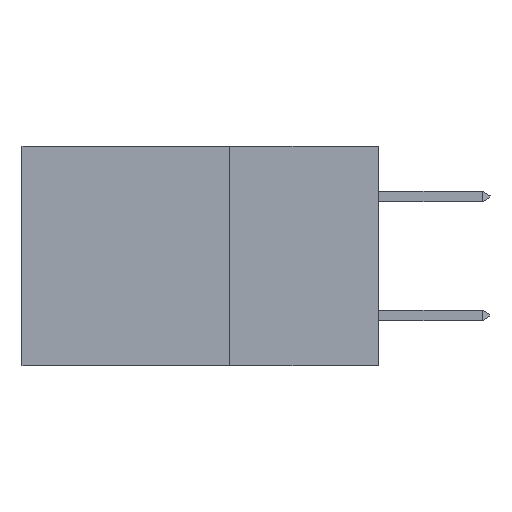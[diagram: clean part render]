
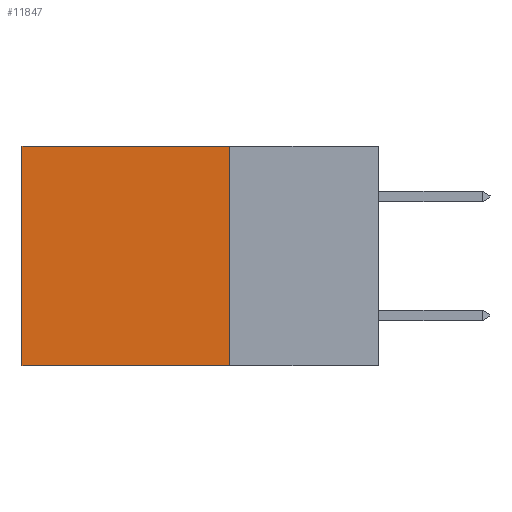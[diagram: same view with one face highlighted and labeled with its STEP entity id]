
A CAD part, left-side view. The second image highlights one B-rep face of the part: STEP entity #11847.
In plain terms, the highlighted planar face has unit normal (-1, 0, 0).
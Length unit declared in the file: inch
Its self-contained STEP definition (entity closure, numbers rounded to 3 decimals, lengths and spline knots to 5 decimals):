
#942 = EDGE_CURVE ( 'NONE', #4742, #1333, #9346, .T. ) ;
#1333 = VERTEX_POINT ( 'NONE', #10067 ) ;
#1990 = VECTOR ( 'NONE', #9838, 39.37008 ) ;
#2131 = LINE ( 'NONE', #6211, #2134 ) ;
#2134 = VECTOR ( 'NONE', #9874, 39.37008 ) ;
#2145 = LINE ( 'NONE', #12276, #6604 ) ;
#3042 = CARTESIAN_POINT ( 'NONE',  ( 0.2615, 0.25, 0. ) ) ;
#3114 = LINE ( 'NONE', #3042, #1990 ) ;
#4357 = CARTESIAN_POINT ( 'NONE',  ( 0.2615, 0.25, 0. ) ) ;
#4425 = ORIENTED_EDGE ( 'NONE', *, *, #942, .F. ) ;
#4742 = VERTEX_POINT ( 'NONE', #13092 ) ;
#5464 = AXIS2_PLACEMENT_3D ( 'NONE', #8159, #10631, #13805 ) ;
#5932 = PLANE ( 'NONE',  #5464 ) ;
#5955 = DIRECTION ( 'NONE',  ( 0., 1., 0. ) ) ;
#6211 = CARTESIAN_POINT ( 'NONE',  ( 0.2615, 0.6, -0.37 ) ) ;
#6561 = DIRECTION ( 'NONE',  ( 0., 0., -1. ) ) ;
#6604 = VECTOR ( 'NONE', #6561, 39.37008 ) ;
#6853 = EDGE_CURVE ( 'NONE', #10636, #1333, #2131, .T. ) ;
#7635 = ORIENTED_EDGE ( 'NONE', *, *, #13127, .F. ) ;
#7777 = CARTESIAN_POINT ( 'NONE',  ( 0.2615, 0.6, 0. ) ) ;
#8159 = CARTESIAN_POINT ( 'NONE',  ( 0.2615, 0.25, -0.37 ) ) ;
#9002 = VECTOR ( 'NONE', #5955, 39.37008 ) ;
#9346 = LINE ( 'NONE', #12400, #9002 ) ;
#9457 = FACE_OUTER_BOUND ( 'NONE', #10193, .T. ) ;
#9838 = DIRECTION ( 'NONE',  ( 0., 1., 0. ) ) ;
#9874 = DIRECTION ( 'NONE',  ( 0., 0., -1. ) ) ;
#10067 = CARTESIAN_POINT ( 'NONE',  ( 0.2615, 0.6, -0.37 ) ) ;
#10157 = ORIENTED_EDGE ( 'NONE', *, *, #6853, .T. ) ;
#10193 = EDGE_LOOP ( 'NONE', ( #10157, #4425, #7635, #13669 ) ) ;
#10631 = DIRECTION ( 'NONE',  ( 1., 0., 0. ) ) ;
#10636 = VERTEX_POINT ( 'NONE', #7777 ) ;
#10644 = VERTEX_POINT ( 'NONE', #4357 ) ;
#11546 = EDGE_CURVE ( 'NONE', #10644, #10636, #3114, .T. ) ;
#11847 = ADVANCED_FACE ( 'NONE', ( #9457 ), #5932, .F. ) ;
#12276 = CARTESIAN_POINT ( 'NONE',  ( 0.2615, 0.25, -0.37 ) ) ;
#12400 = CARTESIAN_POINT ( 'NONE',  ( 0.2615, 0.25, -0.37 ) ) ;
#13092 = CARTESIAN_POINT ( 'NONE',  ( 0.2615, 0.25, -0.37 ) ) ;
#13127 = EDGE_CURVE ( 'NONE', #10644, #4742, #2145, .T. ) ;
#13669 = ORIENTED_EDGE ( 'NONE', *, *, #11546, .T. ) ;
#13805 = DIRECTION ( 'NONE',  ( 0., 0., -1. ) ) ;
